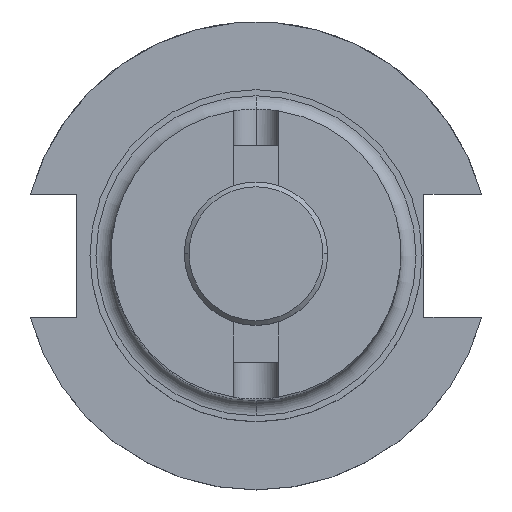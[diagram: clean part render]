
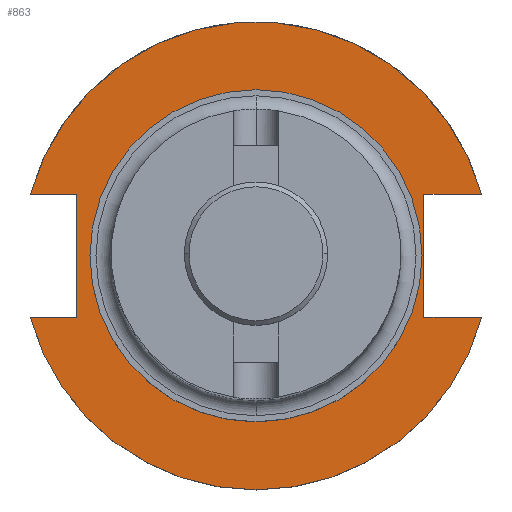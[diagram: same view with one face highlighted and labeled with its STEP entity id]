
A CAD part, top view. The second image highlights one B-rep face of the part: STEP entity #863.
In plain terms, the highlighted planar face has unit normal (0, 0, 1).
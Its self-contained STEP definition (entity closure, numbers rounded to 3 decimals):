
#30 = CIRCLE ( 'NONE', #422, 49.212 ) ;
#45 = CARTESIAN_POINT ( 'NONE',  ( 47.477, 12.954, 19.05 ) ) ;
#82 = ORIENTED_EDGE ( 'NONE', *, *, #303, .F. ) ;
#99 = EDGE_CURVE ( 'NONE', #338, #954, #2585, .T. ) ;
#115 = DIRECTION ( 'NONE',  ( -1., 0., 0. ) ) ;
#132 = EDGE_CURVE ( 'NONE', #2239, #2578, #1686, .T. ) ;
#162 = EDGE_CURVE ( 'NONE', #289, #2515, #1868, .T. ) ;
#163 = EDGE_CURVE ( 'NONE', #1463, #2578, #1811, .T. ) ;
#165 = CIRCLE ( 'NONE', #1883, 49.212 ) ;
#257 = CARTESIAN_POINT ( 'NONE',  ( -47.477, 12.954, 19.05 ) ) ;
#276 = LINE ( 'NONE', #1808, #2250 ) ;
#286 = DIRECTION ( 'NONE',  ( 0., 1., 0. ) ) ;
#289 = VERTEX_POINT ( 'NONE', #45 ) ;
#303 = EDGE_CURVE ( 'NONE', #1222, #841, #2349, .T. ) ;
#335 = CARTESIAN_POINT ( 'NONE',  ( 0., 0., 19.05 ) ) ;
#338 = VERTEX_POINT ( 'NONE', #2417 ) ;
#414 = DIRECTION ( 'NONE',  ( 1., 0., 0. ) ) ;
#422 = AXIS2_PLACEMENT_3D ( 'NONE', #335, #1383, #2010 ) ;
#439 = EDGE_LOOP ( 'NONE', ( #1635, #611 ) ) ;
#457 = CARTESIAN_POINT ( 'NONE',  ( 35.306, 12.954, 19.05 ) ) ;
#484 = DIRECTION ( 'NONE',  ( 0., 0., 1. ) ) ;
#519 = ORIENTED_EDGE ( 'NONE', *, *, #985, .T. ) ;
#537 = ORIENTED_EDGE ( 'NONE', *, *, #132, .T. ) ;
#559 = CARTESIAN_POINT ( 'NONE',  ( 0., 34.925, 19.05 ) ) ;
#574 = DIRECTION ( 'NONE',  ( 0., 0., 1. ) ) ;
#577 = VECTOR ( 'NONE', #286, 1000. ) ;
#583 = FACE_OUTER_BOUND ( 'NONE', #1871, .T. ) ;
#591 = CARTESIAN_POINT ( 'NONE',  ( 35.306, -12.954, 19.05 ) ) ;
#611 = ORIENTED_EDGE ( 'NONE', *, *, #1714, .F. ) ;
#615 = DIRECTION ( 'NONE',  ( 0., 0., 1. ) ) ;
#652 = AXIS2_PLACEMENT_3D ( 'NONE', #1793, #574, #1988 ) ;
#662 = CARTESIAN_POINT ( 'NONE',  ( 0., 0., 19.05 ) ) ;
#681 = DIRECTION ( 'NONE',  ( 1., 0., 0. ) ) ;
#725 = DIRECTION ( 'NONE',  ( 0., -1., 0. ) ) ;
#744 = PLANE ( 'NONE',  #1484 ) ;
#786 = ORIENTED_EDGE ( 'NONE', *, *, #942, .T. ) ;
#799 = DIRECTION ( 'NONE',  ( 0., -1., 0. ) ) ;
#841 = VERTEX_POINT ( 'NONE', #871 ) ;
#863 = ADVANCED_FACE ( 'NONE', ( #2262, #583 ), #744, .T. ) ;
#869 = CARTESIAN_POINT ( 'NONE',  ( 35.306, -12.954, 19.05 ) ) ;
#871 = CARTESIAN_POINT ( 'NONE',  ( -37.719, 12.954, 19.05 ) ) ;
#942 = EDGE_CURVE ( 'NONE', #2072, #2239, #165, .T. ) ;
#954 = VERTEX_POINT ( 'NONE', #559 ) ;
#976 = CARTESIAN_POINT ( 'NONE',  ( 47.477, -12.954, 19.05 ) ) ;
#985 = EDGE_CURVE ( 'NONE', #289, #2119, #30, .T. ) ;
#1144 = ORIENTED_EDGE ( 'NONE', *, *, #1998, .F. ) ;
#1166 = CARTESIAN_POINT ( 'NONE',  ( -63.719, -12.954, 19.05 ) ) ;
#1222 = VERTEX_POINT ( 'NONE', #2584 ) ;
#1236 = ORIENTED_EDGE ( 'NONE', *, *, #2431, .F. ) ;
#1284 = ORIENTED_EDGE ( 'NONE', *, *, #163, .F. ) ;
#1383 = DIRECTION ( 'NONE',  ( 0., 0., 1. ) ) ;
#1402 = CARTESIAN_POINT ( 'NONE',  ( 0., 0., 19.05 ) ) ;
#1463 = VERTEX_POINT ( 'NONE', #591 ) ;
#1484 = AXIS2_PLACEMENT_3D ( 'NONE', #1731, #1557, #725 ) ;
#1496 = VECTOR ( 'NONE', #115, 1000. ) ;
#1508 = DIRECTION ( 'NONE',  ( 0., -1., 0. ) ) ;
#1557 = DIRECTION ( 'NONE',  ( 0., 0., 1. ) ) ;
#1591 = ORIENTED_EDGE ( 'NONE', *, *, #2508, .F. ) ;
#1635 = ORIENTED_EDGE ( 'NONE', *, *, #99, .F. ) ;
#1665 = CARTESIAN_POINT ( 'NONE',  ( 0., -49.212, 19.05 ) ) ;
#1686 = CIRCLE ( 'NONE', #1991, 49.212 ) ;
#1704 = AXIS2_PLACEMENT_3D ( 'NONE', #2639, #615, #799 ) ;
#1714 = EDGE_CURVE ( 'NONE', #954, #338, #2034, .T. ) ;
#1731 = CARTESIAN_POINT ( 'NONE',  ( 0., 49.212, 19.05 ) ) ;
#1793 = CARTESIAN_POINT ( 'NONE',  ( 0., 0., 19.05 ) ) ;
#1795 = DIRECTION ( 'NONE',  ( 0., -1., 0. ) ) ;
#1808 = CARTESIAN_POINT ( 'NONE',  ( 35.306, 12.954, 19.05 ) ) ;
#1811 = LINE ( 'NONE', #869, #2002 ) ;
#1868 = LINE ( 'NONE', #457, #2662 ) ;
#1871 = EDGE_LOOP ( 'NONE', ( #786, #537, #1284, #1591, #2352, #519, #1236, #82, #1144 ) ) ;
#1883 = AXIS2_PLACEMENT_3D ( 'NONE', #1402, #2415, #2203 ) ;
#1932 = VECTOR ( 'NONE', #414, 1000. ) ;
#1965 = LINE ( 'NONE', #1166, #1932 ) ;
#1988 = DIRECTION ( 'NONE',  ( 0., -1., 0. ) ) ;
#1991 = AXIS2_PLACEMENT_3D ( 'NONE', #662, #484, #1508 ) ;
#1998 = EDGE_CURVE ( 'NONE', #2072, #1222, #1965, .T. ) ;
#2002 = VECTOR ( 'NONE', #681, 1000. ) ;
#2010 = DIRECTION ( 'NONE',  ( 0., -1., 0. ) ) ;
#2034 = CIRCLE ( 'NONE', #1704, 34.925 ) ;
#2072 = VERTEX_POINT ( 'NONE', #2464 ) ;
#2078 = DIRECTION ( 'NONE',  ( -1., 0., 0. ) ) ;
#2119 = VERTEX_POINT ( 'NONE', #257 ) ;
#2203 = DIRECTION ( 'NONE',  ( 0., -1., 0. ) ) ;
#2239 = VERTEX_POINT ( 'NONE', #1665 ) ;
#2250 = VECTOR ( 'NONE', #1795, 1000. ) ;
#2262 = FACE_BOUND ( 'NONE', #439, .T. ) ;
#2349 = LINE ( 'NONE', #2544, #577 ) ;
#2352 = ORIENTED_EDGE ( 'NONE', *, *, #162, .F. ) ;
#2415 = DIRECTION ( 'NONE',  ( 0., 0., 1. ) ) ;
#2417 = CARTESIAN_POINT ( 'NONE',  ( 0., -34.925, 19.05 ) ) ;
#2431 = EDGE_CURVE ( 'NONE', #841, #2119, #2664, .T. ) ;
#2464 = CARTESIAN_POINT ( 'NONE',  ( -47.477, -12.954, 19.05 ) ) ;
#2508 = EDGE_CURVE ( 'NONE', #2515, #1463, #276, .T. ) ;
#2515 = VERTEX_POINT ( 'NONE', #2649 ) ;
#2544 = CARTESIAN_POINT ( 'NONE',  ( -37.719, 12.954, 19.05 ) ) ;
#2571 = CARTESIAN_POINT ( 'NONE',  ( -63.719, 12.954, 19.05 ) ) ;
#2578 = VERTEX_POINT ( 'NONE', #976 ) ;
#2584 = CARTESIAN_POINT ( 'NONE',  ( -37.719, -12.954, 19.05 ) ) ;
#2585 = CIRCLE ( 'NONE', #652, 34.925 ) ;
#2639 = CARTESIAN_POINT ( 'NONE',  ( 0., 0., 19.05 ) ) ;
#2649 = CARTESIAN_POINT ( 'NONE',  ( 35.306, 12.954, 19.05 ) ) ;
#2662 = VECTOR ( 'NONE', #2078, 1000. ) ;
#2664 = LINE ( 'NONE', #2571, #1496 ) ;
